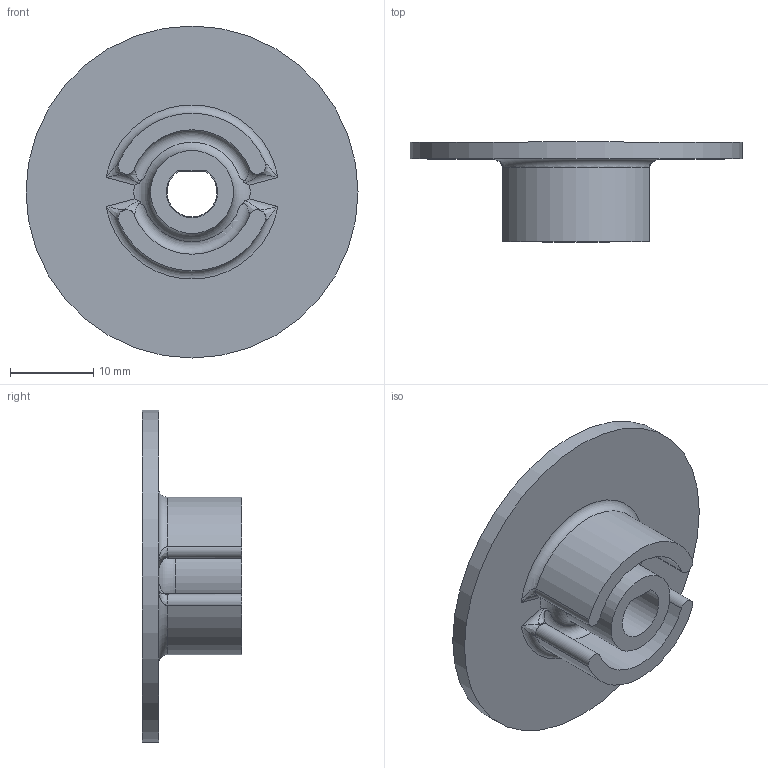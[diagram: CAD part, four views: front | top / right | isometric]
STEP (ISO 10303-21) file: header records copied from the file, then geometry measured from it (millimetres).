
FILE_DESCRIPTION(/* description */ (''),/* implementation_level */ '2;1');
FILE_NAME(/* name */ 'Motor Cap v5.step',/* time_stamp */ '2022-05-04T09:06:22-04:00',/* author */ (''),/* organization */ (''),/* preprocessor_version */ 'ST-DEVELOPER v18.1',/* originating_system */ 'Autodesk Translation Framework v10.14.0.1471',/* authorisation */ '');
FILE_SCHEMA (('AUTOMOTIVE_DESIGN { 1 0 10303 214 3 1 1 }'));
Length unit declared in the file: millimetre
Products named in the file (1): Motor Cap
Bounding box: 40 x 12 x 40 mm (x, y, z)
Volume: 3883.5 mm3; surface area: 4119.4 mm2
Topology: 1 solids, 1 shells, 45 faces, 107 edges, 62 vertices
Faces by surface type: cylinder 16, bspline 12, plane 12, torus 5
Full cylindrical faces by diameter (mm): 10 x1, 40 x1
Entity records: 1998 total; most frequent: CARTESIAN_POINT 1014, ORIENTED_EDGE 206, DIRECTION 180, EDGE_CURVE 103, AXIS2_PLACEMENT_3D 75, VERTEX_POINT 62, EDGE_LOOP 49, FACE_OUTER_BOUND 45
